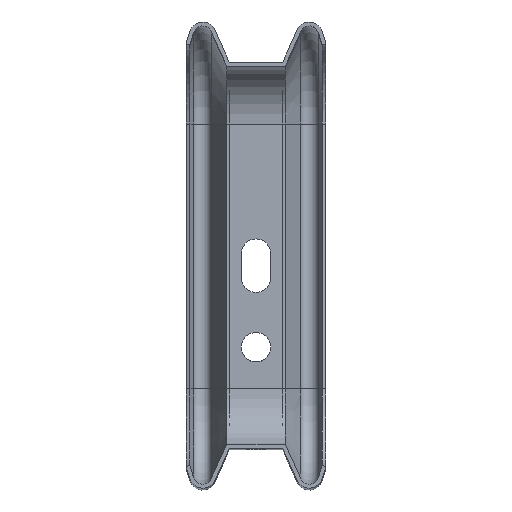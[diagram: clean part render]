
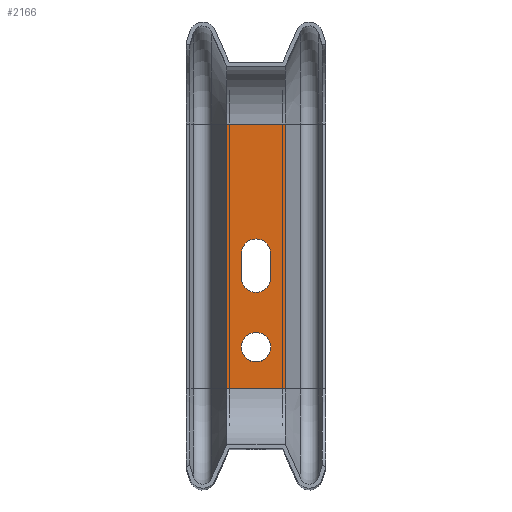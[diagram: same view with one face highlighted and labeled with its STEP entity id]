
A CAD part, top view. The second image highlights one B-rep face of the part: STEP entity #2166.
In plain terms, the highlighted planar face has unit normal (0, 0, 1).
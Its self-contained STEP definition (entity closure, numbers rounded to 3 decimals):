
#94=FACE_BOUND('',#360,.T.);
#95=FACE_BOUND('',#361,.T.);
#139=CIRCLE('',#2349,5.5);
#140=CIRCLE('',#2350,5.5);
#141=CIRCLE('',#2351,5.5);
#221=FACE_OUTER_BOUND('',#359,.T.);
#359=EDGE_LOOP('',(#1477,#1478,#1479,#1480));
#360=EDGE_LOOP('',(#1481,#1482,#1483,#1484));
#361=EDGE_LOOP('',(#1485));
#536=LINE('',#3362,#738);
#537=LINE('',#3367,#739);
#539=LINE('',#3373,#741);
#540=LINE('',#3374,#742);
#541=LINE('',#3379,#743);
#542=LINE('',#3382,#744);
#738=VECTOR('',#2678,10.);
#739=VECTOR('',#2683,21.5);
#741=VECTOR('',#2691,10.);
#742=VECTOR('',#2692,10.);
#743=VECTOR('',#2695,10.);
#744=VECTOR('',#2698,10.);
#959=VERTEX_POINT('',#3359);
#960=VERTEX_POINT('',#3361);
#961=VERTEX_POINT('',#3365);
#962=VERTEX_POINT('',#3366);
#964=VERTEX_POINT('',#3375);
#965=VERTEX_POINT('',#3376);
#966=VERTEX_POINT('',#3378);
#967=VERTEX_POINT('',#3380);
#968=VERTEX_POINT('',#3383);
#1152=EDGE_CURVE('',#959,#960,#536,.T.);
#1154=EDGE_CURVE('',#961,#962,#537,.T.);
#1158=EDGE_CURVE('',#959,#961,#539,.T.);
#1159=EDGE_CURVE('',#960,#962,#540,.T.);
#1160=EDGE_CURVE('',#964,#965,#139,.T.);
#1161=EDGE_CURVE('',#965,#966,#541,.T.);
#1162=EDGE_CURVE('',#966,#967,#140,.T.);
#1163=EDGE_CURVE('',#967,#964,#542,.T.);
#1164=EDGE_CURVE('',#968,#968,#141,.T.);
#1477=ORIENTED_EDGE('',*,*,#1152,.F.);
#1478=ORIENTED_EDGE('',*,*,#1158,.T.);
#1479=ORIENTED_EDGE('',*,*,#1154,.T.);
#1480=ORIENTED_EDGE('',*,*,#1159,.F.);
#1481=ORIENTED_EDGE('',*,*,#1160,.T.);
#1482=ORIENTED_EDGE('',*,*,#1161,.T.);
#1483=ORIENTED_EDGE('',*,*,#1162,.T.);
#1484=ORIENTED_EDGE('',*,*,#1163,.T.);
#1485=ORIENTED_EDGE('',*,*,#1164,.T.);
#1977=PLANE('',#2348);
#2166=ADVANCED_FACE('',(#221,#94,#95),#1977,.T.);
#2348=AXIS2_PLACEMENT_3D('',#3372,#2689,#2690);
#2349=AXIS2_PLACEMENT_3D('',#3377,#2693,#2694);
#2350=AXIS2_PLACEMENT_3D('',#3381,#2696,#2697);
#2351=AXIS2_PLACEMENT_3D('',#3384,#2699,#2700);
#2678=DIRECTION('',(1.,0.,0.));
#2683=DIRECTION('',(1.,0.,0.));
#2689=DIRECTION('center_axis',(0.,0.,1.));
#2690=DIRECTION('ref_axis',(1.,0.,0.));
#2691=DIRECTION('',(0.,-1.,0.));
#2692=DIRECTION('',(0.,-1.,0.));
#2693=DIRECTION('center_axis',(0.,0.,-1.));
#2694=DIRECTION('ref_axis',(1.,0.,0.));
#2695=DIRECTION('',(0.,1.,0.));
#2696=DIRECTION('center_axis',(0.,0.,-1.));
#2697=DIRECTION('ref_axis',(-1.,0.,0.));
#2698=DIRECTION('',(0.,-1.,0.));
#2699=DIRECTION('center_axis',(0.,0.,-1.));
#2700=DIRECTION('ref_axis',(-1.,0.,0.));
#3359=CARTESIAN_POINT('',(-10.97,122.019,-428.51));
#3361=CARTESIAN_POINT('',(10.97,122.019,-428.51));
#3362=CARTESIAN_POINT('',(0.,122.019,-428.51));
#3365=CARTESIAN_POINT('',(-10.97,23.,-428.51));
#3366=CARTESIAN_POINT('',(10.97,23.,-428.51));
#3367=CARTESIAN_POINT('',(-4.355,23.,-428.51));
#3372=CARTESIAN_POINT('Origin',(-8.71,23.,-428.51));
#3373=CARTESIAN_POINT('',(-10.97,23.,-428.51));
#3374=CARTESIAN_POINT('',(10.97,23.,-428.51));
#3375=CARTESIAN_POINT('',(5.5,64.5,-428.51));
#3376=CARTESIAN_POINT('',(-5.5,64.5,-428.51));
#3377=CARTESIAN_POINT('Origin',(0.,64.5,-428.51));
#3378=CARTESIAN_POINT('',(-5.5,73.5,-428.51));
#3379=CARTESIAN_POINT('',(-5.5,43.75,-428.51));
#3380=CARTESIAN_POINT('',(5.5,73.5,-428.51));
#3381=CARTESIAN_POINT('Origin',(0.,73.5,-428.51));
#3382=CARTESIAN_POINT('',(5.5,48.25,-428.51));
#3383=CARTESIAN_POINT('',(5.5,38.5,-428.51));
#3384=CARTESIAN_POINT('Origin',(0.,38.5,-428.51));
